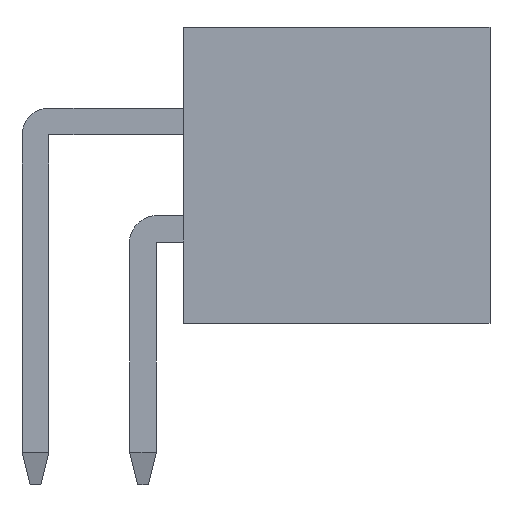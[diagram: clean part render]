
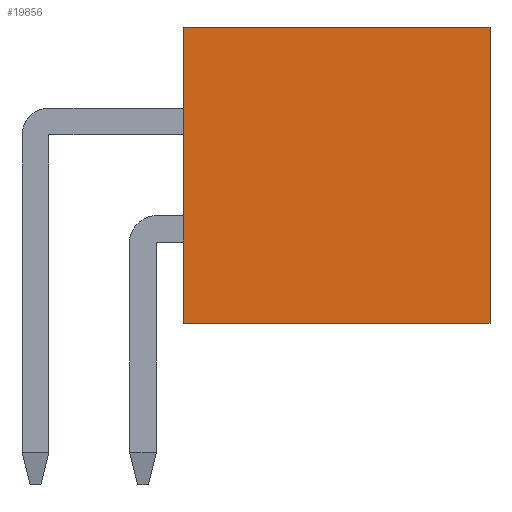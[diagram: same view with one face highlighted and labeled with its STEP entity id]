
A CAD part, front view. The second image highlights one B-rep face of the part: STEP entity #19856.
In plain terms, the highlighted face is planar.
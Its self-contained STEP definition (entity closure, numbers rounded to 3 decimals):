
#1155=ORIENTED_EDGE('',*,*,#4858,.F.);
#1156=ORIENTED_EDGE('',*,*,#4859,.F.);
#1157=ORIENTED_EDGE('',*,*,#4860,.T.);
#1158=ORIENTED_EDGE('',*,*,#4861,.T.);
#4858=EDGE_CURVE('',#6668,#6669,#8096,.T.);
#4859=EDGE_CURVE('',#6670,#6668,#8097,.T.);
#4860=EDGE_CURVE('',#6670,#6671,#8098,.T.);
#4861=EDGE_CURVE('',#6671,#6669,#8099,.T.);
#6668=VERTEX_POINT('',#26589);
#6669=VERTEX_POINT('',#26590);
#6670=VERTEX_POINT('',#26592);
#6671=VERTEX_POINT('',#26594);
#8096=LINE('',#26588,#10050);
#8097=LINE('',#26591,#10051);
#8098=LINE('',#26593,#10052);
#8099=LINE('',#26595,#10053);
#10050=VECTOR('',#22546,1000.);
#10051=VECTOR('',#22547,1000.);
#10052=VECTOR('',#22548,1000.);
#10053=VECTOR('',#22549,1000.);
#11510=EDGE_LOOP('',(#1155,#1156,#1157,#1158));
#12392=FACE_BOUND('',#11510,.T.);
#13248=PLANE('',#20692);
#19856=ADVANCED_FACE('',(#12392),#13248,.T.);
#20692=AXIS2_PLACEMENT_3D('',#26587,#22544,#22545);
#22544=DIRECTION('',(1.,0.,0.));
#22545=DIRECTION('',(0.,0.,-1.));
#22546=DIRECTION('',(0.,0.,-1.));
#22547=DIRECTION('',(0.,1.,0.));
#22548=DIRECTION('',(0.,0.,-1.));
#22549=DIRECTION('',(0.,1.,0.));
#26587=CARTESIAN_POINT('',(16.625,-2.75,2.85));
#26588=CARTESIAN_POINT('',(16.625,2.75,2.85));
#26589=CARTESIAN_POINT('',(16.625,2.75,2.85));
#26590=CARTESIAN_POINT('',(16.625,2.75,-2.85));
#26591=CARTESIAN_POINT('',(16.625,-2.75,2.85));
#26592=CARTESIAN_POINT('',(16.625,-2.75,2.85));
#26593=CARTESIAN_POINT('',(16.625,-2.75,2.85));
#26594=CARTESIAN_POINT('',(16.625,-2.75,-2.85));
#26595=CARTESIAN_POINT('',(16.625,-2.75,-2.85));
